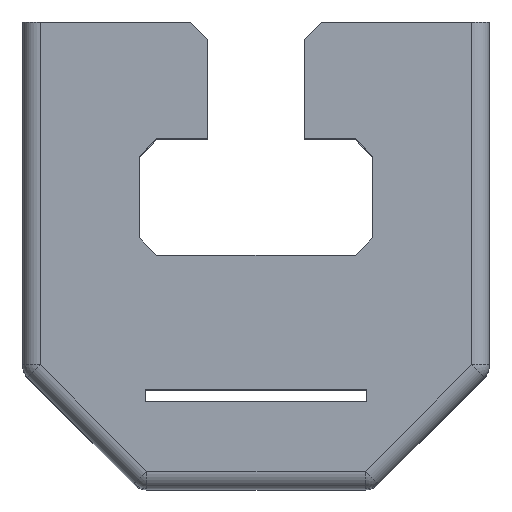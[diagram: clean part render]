
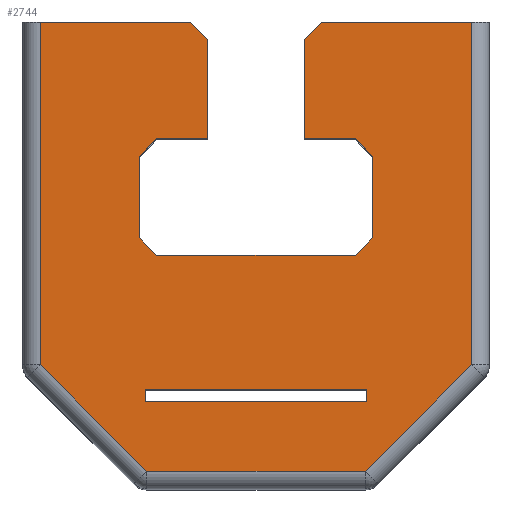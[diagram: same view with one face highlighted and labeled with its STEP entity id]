
A CAD part, top view. The second image highlights one B-rep face of the part: STEP entity #2744.
In plain terms, the highlighted planar face has unit normal (0, 0, 1).
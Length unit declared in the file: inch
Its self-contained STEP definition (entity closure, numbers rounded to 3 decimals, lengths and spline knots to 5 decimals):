
#41=FACE_BOUND('',#330,.T.);
#87=PLANE('',#2931);
#172=FACE_OUTER_BOUND('',#329,.T.);
#329=EDGE_LOOP('',(#2010,#2011,#2012,#2013,#2014,#2015,#2016,#2017,#2018,
#2019,#2020,#2021,#2022,#2023,#2024,#2025,#2026,#2027,#2028,#2029));
#330=EDGE_LOOP('',(#2030,#2031,#2032,#2033));
#520=LINE('',#4058,#809);
#572=LINE('',#4169,#861);
#595=LINE('',#4220,#884);
#596=LINE('',#4222,#885);
#597=LINE('',#4224,#886);
#598=LINE('',#4226,#887);
#599=LINE('',#4228,#888);
#600=LINE('',#4230,#889);
#601=LINE('',#4232,#890);
#602=LINE('',#4234,#891);
#603=LINE('',#4236,#892);
#604=LINE('',#4238,#893);
#605=LINE('',#4240,#894);
#606=LINE('',#4242,#895);
#607=LINE('',#4244,#896);
#608=LINE('',#4246,#897);
#609=LINE('',#4248,#898);
#610=LINE('',#4250,#899);
#611=LINE('',#4252,#900);
#612=LINE('',#4253,#901);
#613=LINE('',#4256,#902);
#614=LINE('',#4258,#903);
#615=LINE('',#4260,#904);
#616=LINE('',#4261,#905);
#809=VECTOR('',#3234,0.3937);
#861=VECTOR('',#3302,0.3937);
#884=VECTOR('',#3333,0.3937);
#885=VECTOR('',#3334,0.3937);
#886=VECTOR('',#3335,0.3937);
#887=VECTOR('',#3336,0.3937);
#888=VECTOR('',#3337,0.3937);
#889=VECTOR('',#3338,0.3937);
#890=VECTOR('',#3339,0.3937);
#891=VECTOR('',#3340,0.3937);
#892=VECTOR('',#3341,0.3937);
#893=VECTOR('',#3342,0.3937);
#894=VECTOR('',#3343,0.3937);
#895=VECTOR('',#3344,0.3937);
#896=VECTOR('',#3345,0.3937);
#897=VECTOR('',#3346,0.3937);
#898=VECTOR('',#3347,0.3937);
#899=VECTOR('',#3348,0.3937);
#900=VECTOR('',#3349,0.3937);
#901=VECTOR('',#3350,0.3937);
#902=VECTOR('',#3351,0.3937);
#903=VECTOR('',#3352,0.3937);
#904=VECTOR('',#3353,0.3937);
#905=VECTOR('',#3354,0.3937);
#1233=VERTEX_POINT('',#4055);
#1234=VERTEX_POINT('',#4057);
#1285=VERTEX_POINT('',#4167);
#1309=VERTEX_POINT('',#4219);
#1310=VERTEX_POINT('',#4221);
#1311=VERTEX_POINT('',#4223);
#1312=VERTEX_POINT('',#4225);
#1313=VERTEX_POINT('',#4227);
#1314=VERTEX_POINT('',#4229);
#1315=VERTEX_POINT('',#4231);
#1316=VERTEX_POINT('',#4233);
#1317=VERTEX_POINT('',#4235);
#1318=VERTEX_POINT('',#4237);
#1319=VERTEX_POINT('',#4239);
#1320=VERTEX_POINT('',#4241);
#1321=VERTEX_POINT('',#4243);
#1322=VERTEX_POINT('',#4245);
#1323=VERTEX_POINT('',#4247);
#1324=VERTEX_POINT('',#4249);
#1325=VERTEX_POINT('',#4251);
#1326=VERTEX_POINT('',#4254);
#1327=VERTEX_POINT('',#4255);
#1328=VERTEX_POINT('',#4257);
#1329=VERTEX_POINT('',#4259);
#1504=EDGE_CURVE('',#1234,#1233,#520,.T.);
#1560=EDGE_CURVE('',#1285,#1233,#572,.T.);
#1585=EDGE_CURVE('',#1285,#1309,#595,.T.);
#1586=EDGE_CURVE('',#1309,#1310,#596,.T.);
#1587=EDGE_CURVE('',#1311,#1310,#597,.T.);
#1588=EDGE_CURVE('',#1311,#1312,#598,.T.);
#1589=EDGE_CURVE('',#1313,#1312,#599,.T.);
#1590=EDGE_CURVE('',#1313,#1314,#600,.T.);
#1591=EDGE_CURVE('',#1315,#1314,#601,.T.);
#1592=EDGE_CURVE('',#1315,#1316,#602,.T.);
#1593=EDGE_CURVE('',#1317,#1316,#603,.T.);
#1594=EDGE_CURVE('',#1318,#1317,#604,.T.);
#1595=EDGE_CURVE('',#1318,#1319,#605,.T.);
#1596=EDGE_CURVE('',#1320,#1319,#606,.T.);
#1597=EDGE_CURVE('',#1320,#1321,#607,.T.);
#1598=EDGE_CURVE('',#1322,#1321,#608,.T.);
#1599=EDGE_CURVE('',#1323,#1322,#609,.T.);
#1600=EDGE_CURVE('',#1324,#1323,#610,.T.);
#1601=EDGE_CURVE('',#1325,#1324,#611,.T.);
#1602=EDGE_CURVE('',#1234,#1325,#612,.T.);
#1603=EDGE_CURVE('',#1326,#1327,#613,.T.);
#1604=EDGE_CURVE('',#1327,#1328,#614,.T.);
#1605=EDGE_CURVE('',#1328,#1329,#615,.T.);
#1606=EDGE_CURVE('',#1329,#1326,#616,.T.);
#2010=ORIENTED_EDGE('',*,*,#1504,.T.);
#2011=ORIENTED_EDGE('',*,*,#1560,.F.);
#2012=ORIENTED_EDGE('',*,*,#1585,.T.);
#2013=ORIENTED_EDGE('',*,*,#1586,.T.);
#2014=ORIENTED_EDGE('',*,*,#1587,.F.);
#2015=ORIENTED_EDGE('',*,*,#1588,.T.);
#2016=ORIENTED_EDGE('',*,*,#1589,.F.);
#2017=ORIENTED_EDGE('',*,*,#1590,.T.);
#2018=ORIENTED_EDGE('',*,*,#1591,.F.);
#2019=ORIENTED_EDGE('',*,*,#1592,.T.);
#2020=ORIENTED_EDGE('',*,*,#1593,.F.);
#2021=ORIENTED_EDGE('',*,*,#1594,.F.);
#2022=ORIENTED_EDGE('',*,*,#1595,.T.);
#2023=ORIENTED_EDGE('',*,*,#1596,.F.);
#2024=ORIENTED_EDGE('',*,*,#1597,.T.);
#2025=ORIENTED_EDGE('',*,*,#1598,.F.);
#2026=ORIENTED_EDGE('',*,*,#1599,.F.);
#2027=ORIENTED_EDGE('',*,*,#1600,.F.);
#2028=ORIENTED_EDGE('',*,*,#1601,.F.);
#2029=ORIENTED_EDGE('',*,*,#1602,.F.);
#2030=ORIENTED_EDGE('',*,*,#1603,.T.);
#2031=ORIENTED_EDGE('',*,*,#1604,.T.);
#2032=ORIENTED_EDGE('',*,*,#1605,.T.);
#2033=ORIENTED_EDGE('',*,*,#1606,.T.);
#2744=ADVANCED_FACE('',(#172,#41),#87,.T.);
#2931=AXIS2_PLACEMENT_3D('',#4218,#3331,#3332);
#3234=DIRECTION('',(-1.,0.,0.));
#3302=DIRECTION('',(0.707,0.707,0.));
#3331=DIRECTION('center_axis',(0.,0.,1.));
#3332=DIRECTION('ref_axis',(1.,0.,0.));
#3333=DIRECTION('',(0.,-1.,0.));
#3334=DIRECTION('',(1.,0.,0.));
#3335=DIRECTION('',(-0.707,0.707,0.));
#3336=DIRECTION('',(0.,-1.,0.));
#3337=DIRECTION('',(0.707,0.707,0.));
#3338=DIRECTION('',(-1.,0.,0.));
#3339=DIRECTION('',(0.707,-0.707,0.));
#3340=DIRECTION('',(0.,1.,0.));
#3341=DIRECTION('',(-0.707,-0.707,0.));
#3342=DIRECTION('',(-1.,0.,0.));
#3343=DIRECTION('',(0.,1.,0.));
#3344=DIRECTION('',(0.707,-0.707,0.));
#3345=DIRECTION('',(-1.,0.,0.));
#3346=DIRECTION('',(0.,1.,0.));
#3347=DIRECTION('',(-0.707,0.707,0.));
#3348=DIRECTION('',(-1.,0.,0.));
#3349=DIRECTION('',(-0.707,-0.707,0.));
#3350=DIRECTION('',(0.,-1.,0.));
#3351=DIRECTION('',(0.,1.,0.));
#3352=DIRECTION('',(1.,0.,0.));
#3353=DIRECTION('',(0.,-1.,0.));
#3354=DIRECTION('',(-1.,0.,0.));
#4055=CARTESIAN_POINT('',(-1.4375,4.,6.));
#4057=CARTESIAN_POINT('',(-0.15,4.,6.));
#4058=CARTESIAN_POINT('',(-1.,4.,6.));
#4167=CARTESIAN_POINT('',(-1.5875,3.85,6.));
#4169=CARTESIAN_POINT('',(-2.11563,3.32188,6.));
#4218=CARTESIAN_POINT('Origin',(-2.,2.,6.));
#4219=CARTESIAN_POINT('',(-1.5875,3.,6.));
#4220=CARTESIAN_POINT('',(-1.5875,3.,6.));
#4221=CARTESIAN_POINT('',(-1.15,3.,6.));
#4222=CARTESIAN_POINT('',(-1.5875,3.,6.));
#4223=CARTESIAN_POINT('',(-1.,2.85,6.));
#4224=CARTESIAN_POINT('',(-1.075,2.925,6.));
#4225=CARTESIAN_POINT('',(-1.,2.15,6.));
#4226=CARTESIAN_POINT('',(-1.,2.,6.));
#4227=CARTESIAN_POINT('',(-1.15,2.,6.));
#4228=CARTESIAN_POINT('',(-1.325,1.825,6.));
#4229=CARTESIAN_POINT('',(-2.85,2.,6.));
#4230=CARTESIAN_POINT('',(-2.5,2.,6.));
#4231=CARTESIAN_POINT('',(-3.,2.15,6.));
#4232=CARTESIAN_POINT('',(-2.675,1.825,6.));
#4233=CARTESIAN_POINT('',(-3.,2.85,6.));
#4234=CARTESIAN_POINT('',(-3.,3.,6.));
#4235=CARTESIAN_POINT('',(-2.85,3.,6.));
#4236=CARTESIAN_POINT('',(-2.925,2.925,6.));
#4237=CARTESIAN_POINT('',(-2.4125,3.,6.));
#4238=CARTESIAN_POINT('',(-2.4125,3.,6.));
#4239=CARTESIAN_POINT('',(-2.4125,3.85,6.));
#4240=CARTESIAN_POINT('',(-2.4125,3.15,6.));
#4241=CARTESIAN_POINT('',(-2.5625,4.,6.));
#4242=CARTESIAN_POINT('',(-1.88437,3.32188,6.));
#4243=CARTESIAN_POINT('',(-3.85,4.,6.));
#4244=CARTESIAN_POINT('',(-2.925,4.,6.));
#4245=CARTESIAN_POINT('',(-3.85,1.06213,6.));
#4246=CARTESIAN_POINT('',(-3.85,2.5,6.));
#4247=CARTESIAN_POINT('',(-2.93787,0.15,6.));
#4248=CARTESIAN_POINT('',(-3.64393,0.85607,6.));
#4249=CARTESIAN_POINT('',(-1.06213,0.15,6.));
#4250=CARTESIAN_POINT('',(-2.5,0.15,6.));
#4251=CARTESIAN_POINT('',(-0.15,1.06213,6.));
#4252=CARTESIAN_POINT('',(-0.85607,0.35607,6.));
#4253=CARTESIAN_POINT('',(-0.15,1.5,6.));
#4254=CARTESIAN_POINT('',(-2.95,0.75,6.));
#4255=CARTESIAN_POINT('',(-2.95,0.85,6.));
#4256=CARTESIAN_POINT('',(-2.95,1.375,6.));
#4257=CARTESIAN_POINT('',(-1.05,0.85,6.));
#4258=CARTESIAN_POINT('',(-2.475,0.85,6.));
#4259=CARTESIAN_POINT('',(-1.05,0.75,6.));
#4260=CARTESIAN_POINT('',(-1.05,1.425,6.));
#4261=CARTESIAN_POINT('',(-1.525,0.75,6.));
